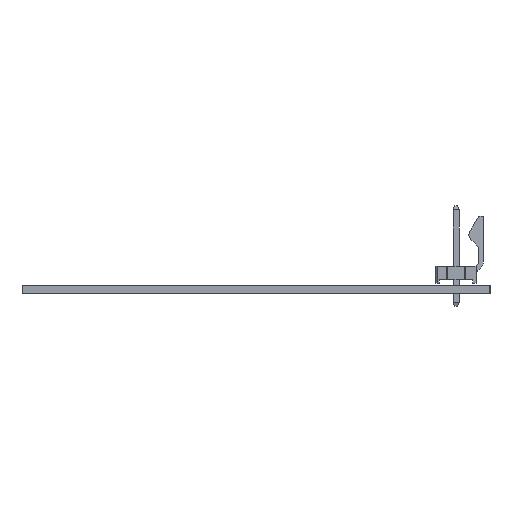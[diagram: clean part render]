
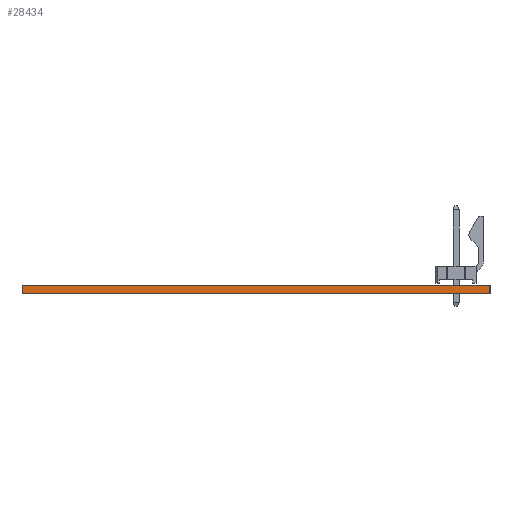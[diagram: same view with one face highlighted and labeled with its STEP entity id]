
A CAD part, left-side view. The second image highlights one B-rep face of the part: STEP entity #28434.
In plain terms, the highlighted planar face has unit normal (-1, 0, 0).
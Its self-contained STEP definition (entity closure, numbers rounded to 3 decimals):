
#28434 = ADVANCED_FACE('',(#28435),#28449,.T.);
#28435 = FACE_BOUND('',#28436,.T.);
#28436 = EDGE_LOOP('',(#28437,#28472,#28500,#28528));
#28437 = ORIENTED_EDGE('',*,*,#28438,.T.);
#28438 = EDGE_CURVE('',#28439,#28441,#28443,.T.);
#28439 = VERTEX_POINT('',#28440);
#28440 = CARTESIAN_POINT('',(44.45,-152.4,0.));
#28441 = VERTEX_POINT('',#28442);
#28442 = CARTESIAN_POINT('',(44.45,-152.4,1.6));
#28443 = SURFACE_CURVE('',#28444,(#28448,#28460),.PCURVE_S1.);
#28444 = LINE('',#28445,#28446);
#28445 = CARTESIAN_POINT('',(44.45,-152.4,0.));
#28446 = VECTOR('',#28447,1.);
#28447 = DIRECTION('',(0.,0.,1.));
#28448 = PCURVE('',#28449,#28454);
#28449 = PLANE('',#28450);
#28450 = AXIS2_PLACEMENT_3D('',#28451,#28452,#28453);
#28451 = CARTESIAN_POINT('',(44.45,-152.4,0.));
#28452 = DIRECTION('',(-1.,0.,0.));
#28453 = DIRECTION('',(0.,1.,0.));
#28454 = DEFINITIONAL_REPRESENTATION('',(#28455),#28459);
#28455 = LINE('',#28456,#28457);
#28456 = CARTESIAN_POINT('',(0.,0.));
#28457 = VECTOR('',#28458,1.);
#28458 = DIRECTION('',(0.,-1.));
#28459 = ( GEOMETRIC_REPRESENTATION_CONTEXT(2) 
PARAMETRIC_REPRESENTATION_CONTEXT() REPRESENTATION_CONTEXT('2D SPACE',''
  ) );
#28460 = PCURVE('',#28461,#28466);
#28461 = PLANE('',#28462);
#28462 = AXIS2_PLACEMENT_3D('',#28463,#28464,#28465);
#28463 = CARTESIAN_POINT('',(209.55,-152.4,0.));
#28464 = DIRECTION('',(0.,-1.,0.));
#28465 = DIRECTION('',(-1.,0.,0.));
#28466 = DEFINITIONAL_REPRESENTATION('',(#28467),#28471);
#28467 = LINE('',#28468,#28469);
#28468 = CARTESIAN_POINT('',(165.1,0.));
#28469 = VECTOR('',#28470,1.);
#28470 = DIRECTION('',(0.,-1.));
#28471 = ( GEOMETRIC_REPRESENTATION_CONTEXT(2) 
PARAMETRIC_REPRESENTATION_CONTEXT() REPRESENTATION_CONTEXT('2D SPACE',''
  ) );
#28472 = ORIENTED_EDGE('',*,*,#28473,.T.);
#28473 = EDGE_CURVE('',#28441,#28474,#28476,.T.);
#28474 = VERTEX_POINT('',#28475);
#28475 = CARTESIAN_POINT('',(44.45,-63.5,1.6));
#28476 = SURFACE_CURVE('',#28477,(#28481,#28488),.PCURVE_S1.);
#28477 = LINE('',#28478,#28479);
#28478 = CARTESIAN_POINT('',(44.45,-152.4,1.6));
#28479 = VECTOR('',#28480,1.);
#28480 = DIRECTION('',(0.,1.,0.));
#28481 = PCURVE('',#28449,#28482);
#28482 = DEFINITIONAL_REPRESENTATION('',(#28483),#28487);
#28483 = LINE('',#28484,#28485);
#28484 = CARTESIAN_POINT('',(0.,-1.6));
#28485 = VECTOR('',#28486,1.);
#28486 = DIRECTION('',(1.,0.));
#28487 = ( GEOMETRIC_REPRESENTATION_CONTEXT(2) 
PARAMETRIC_REPRESENTATION_CONTEXT() REPRESENTATION_CONTEXT('2D SPACE',''
  ) );
#28488 = PCURVE('',#28489,#28494);
#28489 = PLANE('',#28490);
#28490 = AXIS2_PLACEMENT_3D('',#28491,#28492,#28493);
#28491 = CARTESIAN_POINT('',(127.,-107.95,1.6));
#28492 = DIRECTION('',(-0.,-0.,-1.));
#28493 = DIRECTION('',(-1.,0.,0.));
#28494 = DEFINITIONAL_REPRESENTATION('',(#28495),#28499);
#28495 = LINE('',#28496,#28497);
#28496 = CARTESIAN_POINT('',(82.55,-44.45));
#28497 = VECTOR('',#28498,1.);
#28498 = DIRECTION('',(0.,1.));
#28499 = ( GEOMETRIC_REPRESENTATION_CONTEXT(2) 
PARAMETRIC_REPRESENTATION_CONTEXT() REPRESENTATION_CONTEXT('2D SPACE',''
  ) );
#28500 = ORIENTED_EDGE('',*,*,#28501,.F.);
#28501 = EDGE_CURVE('',#28502,#28474,#28504,.T.);
#28502 = VERTEX_POINT('',#28503);
#28503 = CARTESIAN_POINT('',(44.45,-63.5,0.));
#28504 = SURFACE_CURVE('',#28505,(#28509,#28516),.PCURVE_S1.);
#28505 = LINE('',#28506,#28507);
#28506 = CARTESIAN_POINT('',(44.45,-63.5,0.));
#28507 = VECTOR('',#28508,1.);
#28508 = DIRECTION('',(0.,0.,1.));
#28509 = PCURVE('',#28449,#28510);
#28510 = DEFINITIONAL_REPRESENTATION('',(#28511),#28515);
#28511 = LINE('',#28512,#28513);
#28512 = CARTESIAN_POINT('',(88.9,0.));
#28513 = VECTOR('',#28514,1.);
#28514 = DIRECTION('',(0.,-1.));
#28515 = ( GEOMETRIC_REPRESENTATION_CONTEXT(2) 
PARAMETRIC_REPRESENTATION_CONTEXT() REPRESENTATION_CONTEXT('2D SPACE',''
  ) );
#28516 = PCURVE('',#28517,#28522);
#28517 = PLANE('',#28518);
#28518 = AXIS2_PLACEMENT_3D('',#28519,#28520,#28521);
#28519 = CARTESIAN_POINT('',(44.45,-63.5,0.));
#28520 = DIRECTION('',(0.,1.,0.));
#28521 = DIRECTION('',(1.,0.,0.));
#28522 = DEFINITIONAL_REPRESENTATION('',(#28523),#28527);
#28523 = LINE('',#28524,#28525);
#28524 = CARTESIAN_POINT('',(0.,0.));
#28525 = VECTOR('',#28526,1.);
#28526 = DIRECTION('',(0.,-1.));
#28527 = ( GEOMETRIC_REPRESENTATION_CONTEXT(2) 
PARAMETRIC_REPRESENTATION_CONTEXT() REPRESENTATION_CONTEXT('2D SPACE',''
  ) );
#28528 = ORIENTED_EDGE('',*,*,#28529,.F.);
#28529 = EDGE_CURVE('',#28439,#28502,#28530,.T.);
#28530 = SURFACE_CURVE('',#28531,(#28535,#28542),.PCURVE_S1.);
#28531 = LINE('',#28532,#28533);
#28532 = CARTESIAN_POINT('',(44.45,-152.4,0.));
#28533 = VECTOR('',#28534,1.);
#28534 = DIRECTION('',(0.,1.,0.));
#28535 = PCURVE('',#28449,#28536);
#28536 = DEFINITIONAL_REPRESENTATION('',(#28537),#28541);
#28537 = LINE('',#28538,#28539);
#28538 = CARTESIAN_POINT('',(0.,0.));
#28539 = VECTOR('',#28540,1.);
#28540 = DIRECTION('',(1.,0.));
#28541 = ( GEOMETRIC_REPRESENTATION_CONTEXT(2) 
PARAMETRIC_REPRESENTATION_CONTEXT() REPRESENTATION_CONTEXT('2D SPACE',''
  ) );
#28542 = PCURVE('',#28543,#28548);
#28543 = PLANE('',#28544);
#28544 = AXIS2_PLACEMENT_3D('',#28545,#28546,#28547);
#28545 = CARTESIAN_POINT('',(127.,-107.95,0.));
#28546 = DIRECTION('',(-0.,-0.,-1.));
#28547 = DIRECTION('',(-1.,0.,0.));
#28548 = DEFINITIONAL_REPRESENTATION('',(#28549),#28553);
#28549 = LINE('',#28550,#28551);
#28550 = CARTESIAN_POINT('',(82.55,-44.45));
#28551 = VECTOR('',#28552,1.);
#28552 = DIRECTION('',(0.,1.));
#28553 = ( GEOMETRIC_REPRESENTATION_CONTEXT(2) 
PARAMETRIC_REPRESENTATION_CONTEXT() REPRESENTATION_CONTEXT('2D SPACE',''
  ) );
